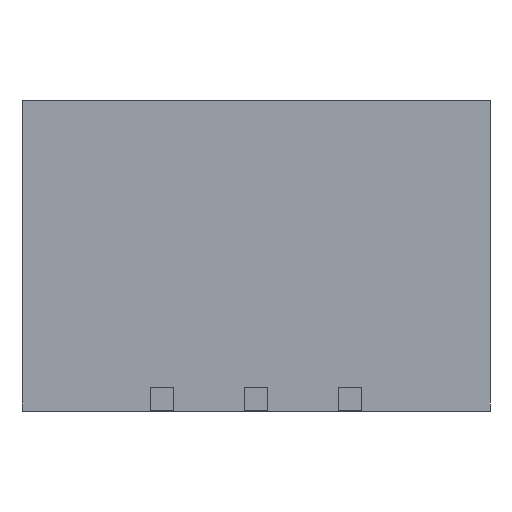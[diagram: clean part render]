
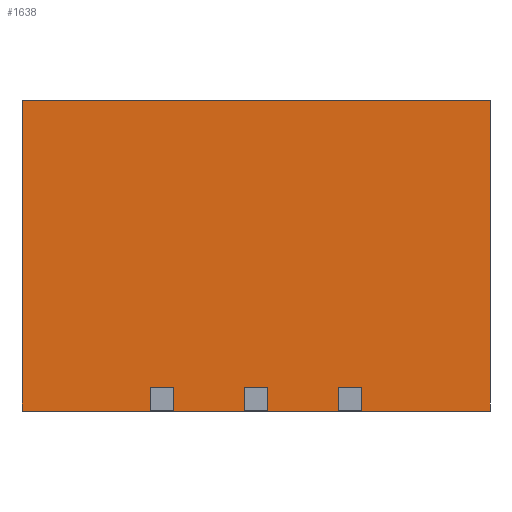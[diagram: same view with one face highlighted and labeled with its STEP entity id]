
A CAD part, top view. The second image highlights one B-rep face of the part: STEP entity #1638.
In plain terms, the highlighted planar face has unit normal (0, 0, 1).
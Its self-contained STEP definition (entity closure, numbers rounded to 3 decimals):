
#76=FACE_OUTER_BOUND('',#170,.T.);
#170=EDGE_LOOP('',(#1256,#1257,#1258,#1259));
#345=LINE('',#2483,#571);
#346=LINE('',#2485,#572);
#347=LINE('',#2487,#573);
#348=LINE('',#2488,#574);
#571=VECTOR('',#2021,10.);
#572=VECTOR('',#2022,1000.);
#573=VECTOR('',#2023,1000.);
#574=VECTOR('',#2024,1000.);
#762=VERTEX_POINT('',#2481);
#763=VERTEX_POINT('',#2482);
#764=VERTEX_POINT('',#2484);
#765=VERTEX_POINT('',#2486);
#947=EDGE_CURVE('',#762,#763,#345,.T.);
#948=EDGE_CURVE('',#763,#764,#346,.T.);
#949=EDGE_CURVE('',#765,#764,#347,.T.);
#950=EDGE_CURVE('',#762,#765,#348,.T.);
#1256=ORIENTED_EDGE('',*,*,#947,.T.);
#1257=ORIENTED_EDGE('',*,*,#948,.T.);
#1258=ORIENTED_EDGE('',*,*,#949,.F.);
#1259=ORIENTED_EDGE('',*,*,#950,.F.);
#1544=PLANE('',#1754);
#1638=ADVANCED_FACE('',(#76),#1544,.F.);
#1754=AXIS2_PLACEMENT_3D('',#2480,#2019,#2020);
#2019=DIRECTION('center_axis',(0.,0.,-1.));
#2020=DIRECTION('ref_axis',(-1.,0.,0.));
#2021=DIRECTION('',(1.,0.,0.));
#2022=DIRECTION('',(0.,1.,0.));
#2023=DIRECTION('',(1.,0.,0.));
#2024=DIRECTION('',(0.,1.,0.));
#2480=CARTESIAN_POINT('Origin',(0.,6.6,4.975));
#2481=CARTESIAN_POINT('',(0.,0.,4.975));
#2482=CARTESIAN_POINT('',(9.95,0.,4.975));
#2483=CARTESIAN_POINT('',(2.487,0.,4.975));
#2484=CARTESIAN_POINT('',(9.95,6.6,4.975));
#2485=CARTESIAN_POINT('',(9.95,6.6,4.975));
#2486=CARTESIAN_POINT('',(0.,6.6,4.975));
#2487=CARTESIAN_POINT('',(0.,6.6,4.975));
#2488=CARTESIAN_POINT('',(0.,6.6,4.975));
